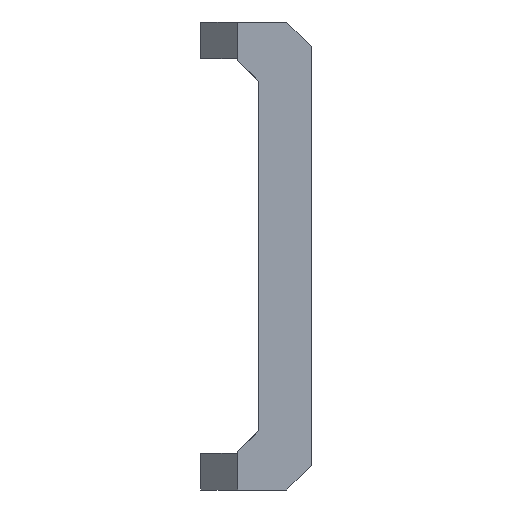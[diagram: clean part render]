
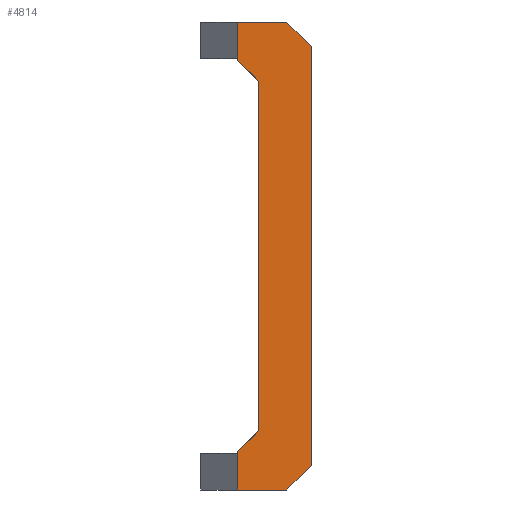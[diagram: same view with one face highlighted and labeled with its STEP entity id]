
A CAD part, left-side view. The second image highlights one B-rep face of the part: STEP entity #4814.
In plain terms, the highlighted planar face has unit normal (-1, 0, 0).
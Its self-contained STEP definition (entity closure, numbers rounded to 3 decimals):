
#118 = VERTEX_POINT ( 'NONE', #1996 ) ;
#119 = CARTESIAN_POINT ( 'NONE',  ( -12.5, 6., -19. ) ) ;
#134 = CARTESIAN_POINT ( 'NONE',  ( -12.5, 4.3, -14.2 ) ) ;
#334 = ORIENTED_EDGE ( 'NONE', *, *, #7105, .T. ) ;
#444 = ORIENTED_EDGE ( 'NONE', *, *, #5046, .T. ) ;
#450 = ORIENTED_EDGE ( 'NONE', *, *, #1502, .T. ) ;
#661 = CARTESIAN_POINT ( 'NONE',  ( -12.5, 0., -17. ) ) ;
#675 = VECTOR ( 'NONE', #7465, 1000. ) ;
#717 = EDGE_CURVE ( 'NONE', #3809, #3107, #5826, .T. ) ;
#854 = VECTOR ( 'NONE', #4014, 1000. ) ;
#877 = CARTESIAN_POINT ( 'NONE',  ( -12.5, 4.3, 14.2 ) ) ;
#903 = ORIENTED_EDGE ( 'NONE', *, *, #7006, .T. ) ;
#1013 = CARTESIAN_POINT ( 'NONE',  ( -12.5, 0., -19. ) ) ;
#1079 = DIRECTION ( 'NONE',  ( 0., -0.707, -0.707 ) ) ;
#1479 = DIRECTION ( 'NONE',  ( 0., 0., -1. ) ) ;
#1502 = EDGE_CURVE ( 'NONE', #118, #3809, #6878, .T. ) ;
#1621 = CARTESIAN_POINT ( 'NONE',  ( -12.5, 6., -19. ) ) ;
#1709 = CARTESIAN_POINT ( 'NONE',  ( -12.5, 0., 0. ) ) ;
#1748 = LINE ( 'NONE', #1709, #3070 ) ;
#1792 = ORIENTED_EDGE ( 'NONE', *, *, #717, .T. ) ;
#1802 = EDGE_LOOP ( 'NONE', ( #7389, #1994, #450, #1792, #2920, #444, #334, #4106, #903, #3174 ) ) ;
#1809 = EDGE_CURVE ( 'NONE', #3107, #4525, #3084, .T. ) ;
#1994 = ORIENTED_EDGE ( 'NONE', *, *, #4418, .T. ) ;
#1996 = CARTESIAN_POINT ( 'NONE',  ( -12.5, 6., 15.9 ) ) ;
#2014 = CARTESIAN_POINT ( 'NONE',  ( -12.5, 0., -19. ) ) ;
#2302 = LINE ( 'NONE', #3052, #6512 ) ;
#2396 = CARTESIAN_POINT ( 'NONE',  ( -12.5, 0., 17. ) ) ;
#2473 = VERTEX_POINT ( 'NONE', #4218 ) ;
#2531 = CARTESIAN_POINT ( 'NONE',  ( -12.5, 2., -19. ) ) ;
#2692 = DIRECTION ( 'NONE',  ( 0., -0.707, -0.707 ) ) ;
#2920 = ORIENTED_EDGE ( 'NONE', *, *, #1809, .T. ) ;
#2930 = CARTESIAN_POINT ( 'NONE',  ( -12.5, 6., -19. ) ) ;
#2958 = VERTEX_POINT ( 'NONE', #5329 ) ;
#3052 = CARTESIAN_POINT ( 'NONE',  ( -12.5, 0., 19. ) ) ;
#3070 = VECTOR ( 'NONE', #5457, 1000. ) ;
#3084 = LINE ( 'NONE', #6082, #3693 ) ;
#3107 = VERTEX_POINT ( 'NONE', #134 ) ;
#3140 = CARTESIAN_POINT ( 'NONE',  ( -12.5, 2., -19. ) ) ;
#3174 = ORIENTED_EDGE ( 'NONE', *, *, #5502, .F. ) ;
#3326 = CARTESIAN_POINT ( 'NONE',  ( -12.5, 6., 15.9 ) ) ;
#3485 = PLANE ( 'NONE',  #6661 ) ;
#3525 = DIRECTION ( 'NONE',  ( 0., 0., 1. ) ) ;
#3573 = VECTOR ( 'NONE', #3821, 1000. ) ;
#3693 = VECTOR ( 'NONE', #7317, 1000. ) ;
#3774 = LINE ( 'NONE', #2014, #5241 ) ;
#3809 = VERTEX_POINT ( 'NONE', #877 ) ;
#3821 = DIRECTION ( 'NONE',  ( 0., -0.707, 0.707 ) ) ;
#3991 = CARTESIAN_POINT ( 'NONE',  ( -12.5, 4.3, -19. ) ) ;
#4014 = DIRECTION ( 'NONE',  ( 0., 0., -1. ) ) ;
#4106 = ORIENTED_EDGE ( 'NONE', *, *, #7365, .T. ) ;
#4218 = CARTESIAN_POINT ( 'NONE',  ( -12.5, 2., 19. ) ) ;
#4248 = CARTESIAN_POINT ( 'NONE',  ( -12.5, 6., -15.9 ) ) ;
#4254 = DIRECTION ( 'NONE',  ( 0., 1., 0. ) ) ;
#4291 = VECTOR ( 'NONE', #1479, 1000. ) ;
#4418 = EDGE_CURVE ( 'NONE', #6111, #118, #7126, .T. ) ;
#4525 = VERTEX_POINT ( 'NONE', #4248 ) ;
#4786 = VECTOR ( 'NONE', #2692, 1000. ) ;
#4814 = ADVANCED_FACE ( 'NONE', ( #7751 ), #3485, .T. ) ;
#5046 = EDGE_CURVE ( 'NONE', #4525, #7515, #5712, .T. ) ;
#5241 = VECTOR ( 'NONE', #5604, 1000. ) ;
#5329 = CARTESIAN_POINT ( 'NONE',  ( -12.5, 0., 17. ) ) ;
#5457 = DIRECTION ( 'NONE',  ( 0., 0., 1. ) ) ;
#5502 = EDGE_CURVE ( 'NONE', #2473, #2958, #7820, .T. ) ;
#5604 = DIRECTION ( 'NONE',  ( 0., -1., 0. ) ) ;
#5712 = LINE ( 'NONE', #119, #675 ) ;
#5826 = LINE ( 'NONE', #3991, #4291 ) ;
#5871 = VERTEX_POINT ( 'NONE', #2531 ) ;
#5952 = VERTEX_POINT ( 'NONE', #661 ) ;
#5962 = CARTESIAN_POINT ( 'NONE',  ( -12.5, 6., 19. ) ) ;
#6082 = CARTESIAN_POINT ( 'NONE',  ( -12.5, 4.3, -14.2 ) ) ;
#6111 = VERTEX_POINT ( 'NONE', #5962 ) ;
#6512 = VECTOR ( 'NONE', #4254, 1000. ) ;
#6544 = VECTOR ( 'NONE', #1079, 1000. ) ;
#6557 = DIRECTION ( 'NONE',  ( -1., 0., 0. ) ) ;
#6661 = AXIS2_PLACEMENT_3D ( 'NONE', #1013, #6557, #3525 ) ;
#6852 = LINE ( 'NONE', #3140, #3573 ) ;
#6877 = EDGE_CURVE ( 'NONE', #2473, #6111, #2302, .T. ) ;
#6878 = LINE ( 'NONE', #3326, #4786 ) ;
#7006 = EDGE_CURVE ( 'NONE', #5952, #2958, #1748, .T. ) ;
#7105 = EDGE_CURVE ( 'NONE', #7515, #5871, #3774, .T. ) ;
#7126 = LINE ( 'NONE', #1621, #854 ) ;
#7317 = DIRECTION ( 'NONE',  ( 0., 0.707, -0.707 ) ) ;
#7365 = EDGE_CURVE ( 'NONE', #5871, #5952, #6852, .T. ) ;
#7389 = ORIENTED_EDGE ( 'NONE', *, *, #6877, .T. ) ;
#7465 = DIRECTION ( 'NONE',  ( 0., 0., -1. ) ) ;
#7515 = VERTEX_POINT ( 'NONE', #2930 ) ;
#7751 = FACE_OUTER_BOUND ( 'NONE', #1802, .T. ) ;
#7820 = LINE ( 'NONE', #2396, #6544 ) ;
